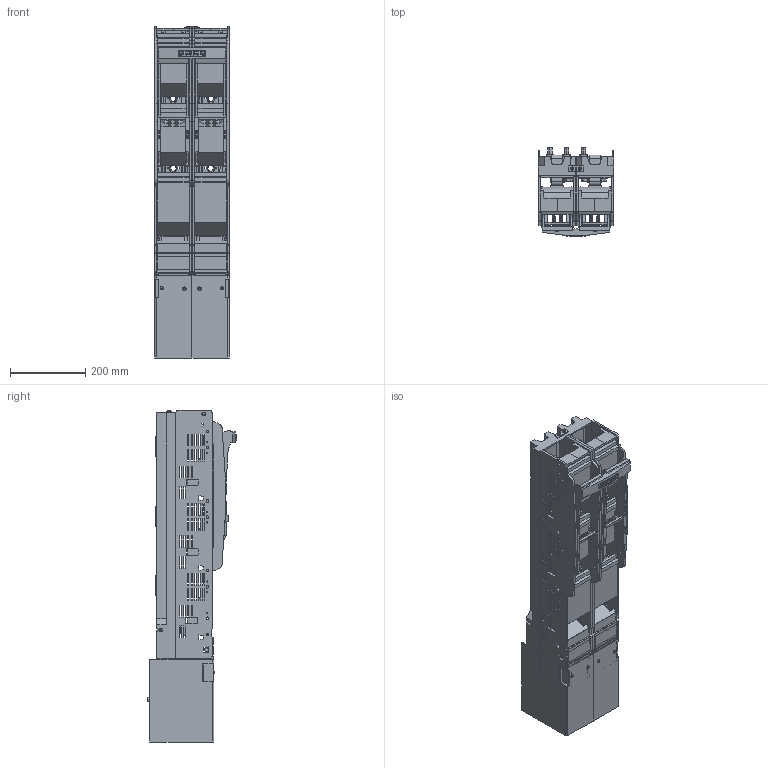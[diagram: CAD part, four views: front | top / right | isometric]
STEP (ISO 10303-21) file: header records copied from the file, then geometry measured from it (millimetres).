
FILE_DESCRIPTION(('CATIA V5 STEP'),'2;1');
FILE_NAME('L0610_NH-Sicherungslastschaltleiste_SL3_3x6_1250_HA.stp','2018-09-24T08:49:08+00:00',('none'),('Jean Müller GmbH'),'CATIA Version 5 Release 19 SP 9 (IN-10)','CATIA V5 STEP AP214','none');
FILE_SCHEMA(('AUTOMOTIVE_DESIGN { 1 0 10303 214 1 1 1 1 }'));
Products named in the file (1): L0610_NH-Sicherungslastschaltleiste SL3-3x6/1250/HA
Bounding box: 200 x 237.42 x 883.1 mm (x, y, z)
Volume: 7099479.5 mm3; surface area: 2606334.9 mm2
Topology: 46 solids, 50 shells, 4829 faces, 13090 edges, 8366 vertices
Faces by surface type: plane 3719, cylinder 751, cone 319, bspline 32, sphere 8
Entity records: 143884 total; most frequent: CARTESIAN_POINT 28775, ORIENTED_EDGE 26160, DIRECTION 18917, EDGE_CURVE 13080, VECTOR 10289, LINE 10289, VERTEX_POINT 8366, EDGE_LOOP 5654
